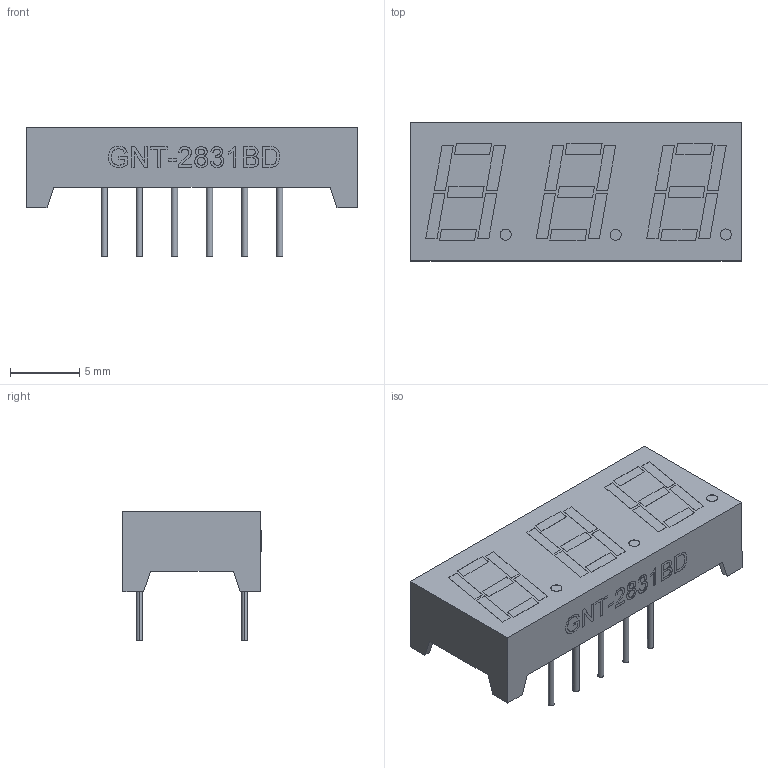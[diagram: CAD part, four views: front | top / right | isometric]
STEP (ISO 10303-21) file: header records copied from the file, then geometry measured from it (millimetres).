
FILE_DESCRIPTION (( 'STEP AP214' ), '1' );
FILE_NAME ('User Library-IND GNT-2831BD.STEP', '2020-10-12T14:52:03', ( '' ), ( '' ), 'SwSTEP 2.0', 'SolidWorks 2020', '' );
FILE_SCHEMA (( 'AUTOMOTIVE_DESIGN' ));
Length unit declared in the file: millimetre
Products named in the file (1): User Library-IND GNT-2831BD
Bounding box: 24 x 10.01 x 9.31 mm (x, y, z)
Volume: 1050.3 mm3; surface area: 892.8 mm2
Topology: 1 solids, 1 shells, 311 faces, 777 edges, 518 vertices
Faces by surface type: plane 215, bspline 68, cylinder 28
Entity records: 14155 total; most frequent: CARTESIAN_POINT 5691, ORIENTED_EDGE 1554, DIRECTION 1185, EDGE_CURVE 777, VECTOR 585, LINE 585, VERTEX_POINT 518, EDGE_LOOP 361
